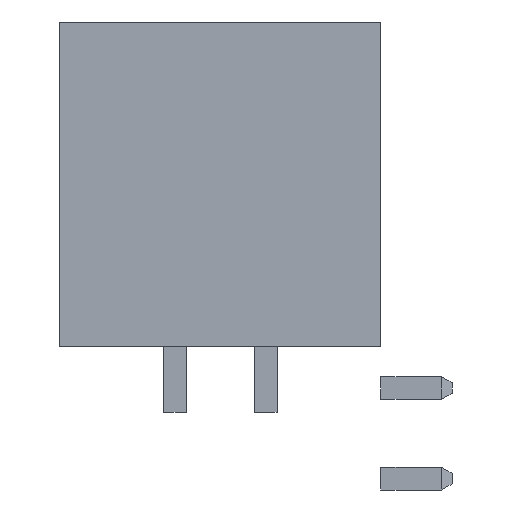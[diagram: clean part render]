
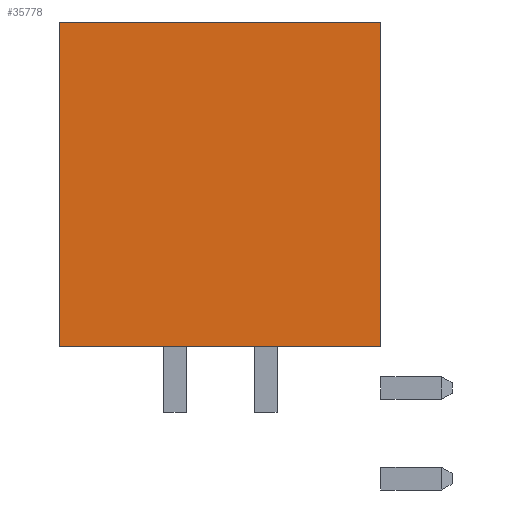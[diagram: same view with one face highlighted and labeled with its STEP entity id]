
A CAD part, left-side view. The second image highlights one B-rep face of the part: STEP entity #35778.
In plain terms, the highlighted planar face has unit normal (-1, 0, 0).
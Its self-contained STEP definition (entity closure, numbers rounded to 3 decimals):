
#35739 = CARTESIAN_POINT ( 'NONE',  ( -83.81, 0., 3.7 ) ) ;
#35740 = VERTEX_POINT ( 'NONE', #35739 ) ;
#35741 = CARTESIAN_POINT ( 'NONE',  ( -83.81, 0., 12.8 ) ) ;
#35742 = VERTEX_POINT ( 'NONE', #35741 ) ;
#35743 = CARTESIAN_POINT ( 'NONE',  ( -83.81, 0., 3.7 ) ) ;
#35744 = DIRECTION ( 'NONE',  ( 0., 0., 1. ) ) ;
#35745 = VECTOR ( 'NONE', #35744, 1000. ) ;
#35746 = LINE ( 'NONE', #35743, #35745 ) ;
#35747 = EDGE_CURVE ( 'NONE', #35740, #35742, #35746, .T. ) ;
#35748 = ORIENTED_EDGE ( 'NONE', *, *, #35747, .T. ) ;
#35749 = CARTESIAN_POINT ( 'NONE',  ( -83.81, 9., 12.8 ) ) ;
#35750 = VERTEX_POINT ( 'NONE', #35749 ) ;
#35751 = CARTESIAN_POINT ( 'NONE',  ( -83.81, 9., 12.8 ) ) ;
#35752 = DIRECTION ( 'NONE',  ( 0., -1., 0. ) ) ;
#35753 = VECTOR ( 'NONE', #35752, 1000. ) ;
#35754 = LINE ( 'NONE', #35751, #35753 ) ;
#35755 = EDGE_CURVE ( 'NONE', #35750, #35742, #35754, .T. ) ;
#35756 = ORIENTED_EDGE ( 'NONE', *, *, #35755, .F. ) ;
#35757 = CARTESIAN_POINT ( 'NONE',  ( -83.81, 9., 3.7 ) ) ;
#35758 = VERTEX_POINT ( 'NONE', #35757 ) ;
#35759 = CARTESIAN_POINT ( 'NONE',  ( -83.81, 9., 3.7 ) ) ;
#35760 = DIRECTION ( 'NONE',  ( 0., 0., 1. ) ) ;
#35761 = VECTOR ( 'NONE', #35760, 1000. ) ;
#35762 = LINE ( 'NONE', #35759, #35761 ) ;
#35763 = EDGE_CURVE ( 'NONE', #35758, #35750, #35762, .T. ) ;
#35764 = ORIENTED_EDGE ( 'NONE', *, *, #35763, .F. ) ;
#35765 = CARTESIAN_POINT ( 'NONE',  ( -83.81, 9., 3.7 ) ) ;
#35766 = DIRECTION ( 'NONE',  ( 0., -1., 0. ) ) ;
#35767 = VECTOR ( 'NONE', #35766, 1000. ) ;
#35768 = LINE ( 'NONE', #35765, #35767 ) ;
#35769 = EDGE_CURVE ( 'NONE', #35758, #35740, #35768, .T. ) ;
#35770 = ORIENTED_EDGE ( 'NONE', *, *, #35769, .T. ) ;
#35771 = EDGE_LOOP ( 'NONE', ( #35748, #35756, #35764, #35770 ) ) ;
#35772 = FACE_OUTER_BOUND ( 'NONE', #35771, .T. ) ;
#35773 = CARTESIAN_POINT ( 'NONE',  ( -83.81, 9., 3.7 ) ) ;
#35774 = DIRECTION ( 'NONE',  ( 1., 0., 0. ) ) ;
#35775 = DIRECTION ( 'NONE',  ( 0., 0., -1. ) ) ;
#35776 = AXIS2_PLACEMENT_3D ( 'NONE', #35773, #35774, #35775 ) ;
#35777 = PLANE ( 'NONE', #35776 ) ;
#35778 = ADVANCED_FACE ( 'NONE', ( #35772 ), #35777, .F. ) ;
